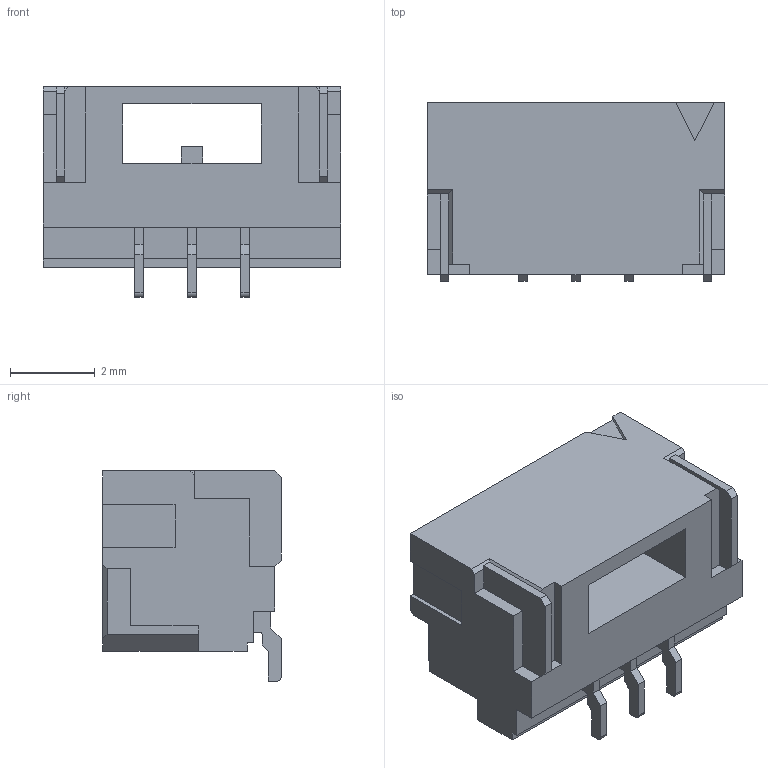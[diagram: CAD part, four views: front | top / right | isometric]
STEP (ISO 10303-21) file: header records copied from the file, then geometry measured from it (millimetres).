
FILE_DESCRIPTION (( 'STEP AP214' ), '1' );
FILE_NAME ('BM03B-GHS-TBT.STEP', '2024-07-21T10:06:13', ( '' ), ( '' ), 'SwSTEP 2.0', 'SolidWorks 2022', '' );
FILE_SCHEMA (( 'AUTOMOTIVE_DESIGN' ));
Length unit declared in the file: millimetre
Products named in the file (3): BM03B-GHS-TBT; BMxxB-GHS-TBT_03.STEP; BM03B-GHS-TBT.STEP
Assembly tree (2 placements, depth 3):
  BM03B-GHS-TBT
    BM03B-GHS-TBT.STEP
      BMxxB-GHS-TBT_03.STEP
Bounding box: 7 x 4.2 x 4.95 mm (x, y, z)
Volume: 73.9 mm3; surface area: 260.1 mm2
Topology: 13 solids, 13 shells, 248 faces, 651 edges, 430 vertices
Faces by surface type: plane 239, cylinder 9
Entity records: 8462 total; most frequent: CARTESIAN_POINT 1335, ORIENTED_EDGE 1302, DIRECTION 1177, EDGE_CURVE 651, LINE 633, VECTOR 633, VERTEX_POINT 430, AXIS2_PLACEMENT_3D 272
